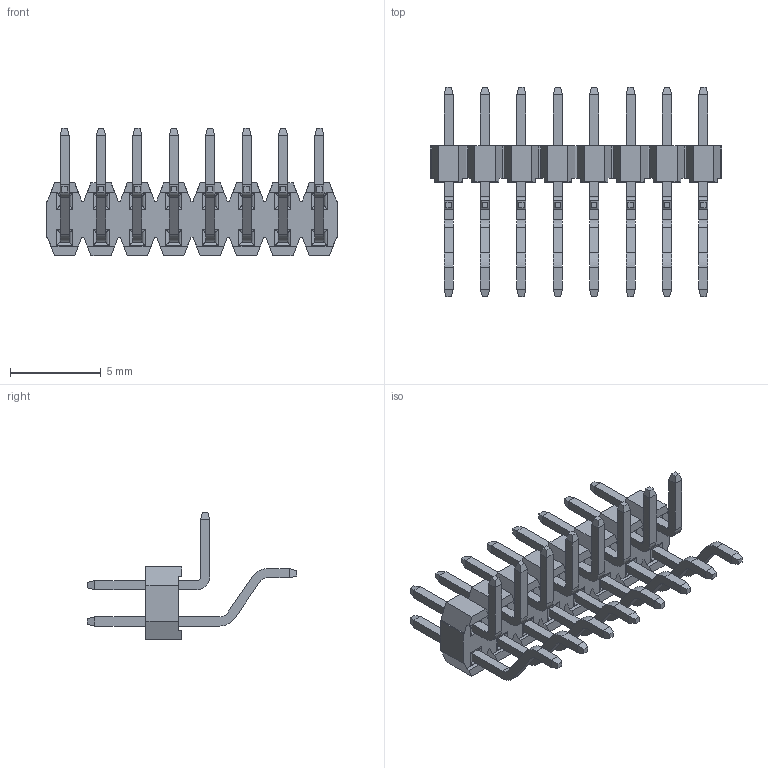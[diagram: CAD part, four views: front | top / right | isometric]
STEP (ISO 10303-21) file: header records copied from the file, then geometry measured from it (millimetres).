
FILE_DESCRIPTION(/* description */ (''),/* implementation_level */ '2;1');
FILE_NAME(/* name */ '7355-10-16-xx-00-xx.stp',/* time_stamp */ '2025-09-08T15:07:19+02:00',/* author */ ('Andreas.Larin'),/* organization */ (''),/* preprocessor_version */ 'ST-DEVELOPER v20',/* originating_system */ 'Autodesk Inventor 2025',/* authorisation */ '');
FILE_SCHEMA (('AUTOMOTIVE_DESIGN { 1 0 10303 214 3 1 1 }'));
Length unit declared in the file: millimetre
Products named in the file (1): 7355-10-16-xx-00-xx
Bounding box: 16 x 11.5 x 7 mm (x, y, z)
Volume: 140.2 mm3; surface area: 536.5 mm2
Topology: 1 solids, 1 shells, 614 faces, 1516 edges, 936 vertices
Faces by surface type: plane 502, cylinder 112
Entity records: 18064 total; most frequent: CARTESIAN_POINT 3067, ORIENTED_EDGE 3032, DIRECTION 2906, EDGE_CURVE 1516, LINE 1356, VECTOR 1356, VERTEX_POINT 936, AXIS2_PLACEMENT_3D 775
